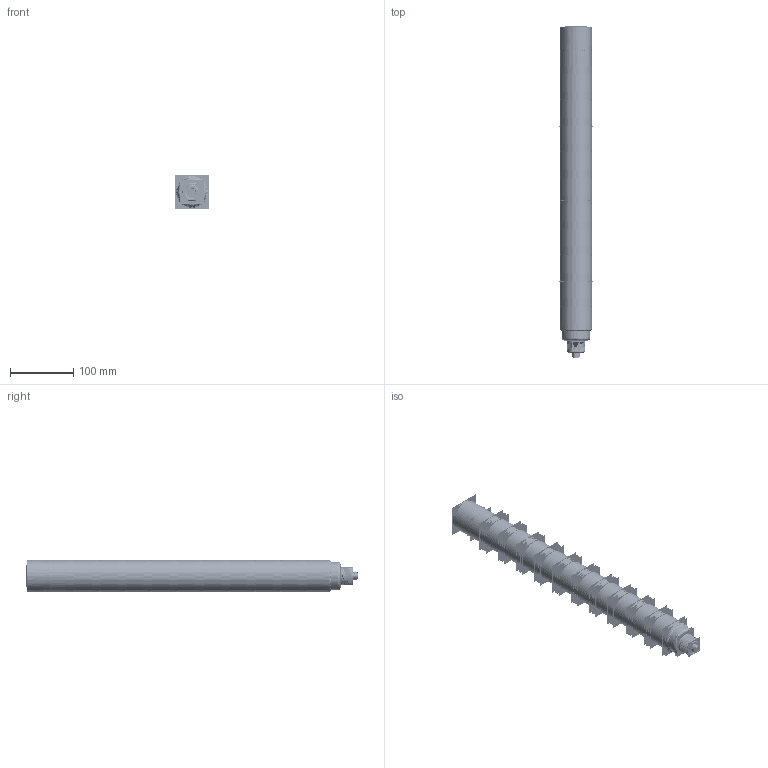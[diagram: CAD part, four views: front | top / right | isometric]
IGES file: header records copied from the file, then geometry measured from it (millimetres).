
Start section:  PTC IGES file: 205837.igs
Global section: file name: 205837.igs; native system: Creo Parametric by PTC Inc.; preprocessor: 2016260; author: pdmadmin; organization: Unknown; date: 20180427.132954; units: millimetre
Bounding box: 52.04 x 522.99 x 52 mm (x, y, z)
Volume: 306683.2 mm3; surface area: 2401972 mm2
Topology: 27 solids, 27 shells, 8304 faces, 41560 edges, 51584 vertices
Faces by surface type: bspline 5450, revolution 2854
